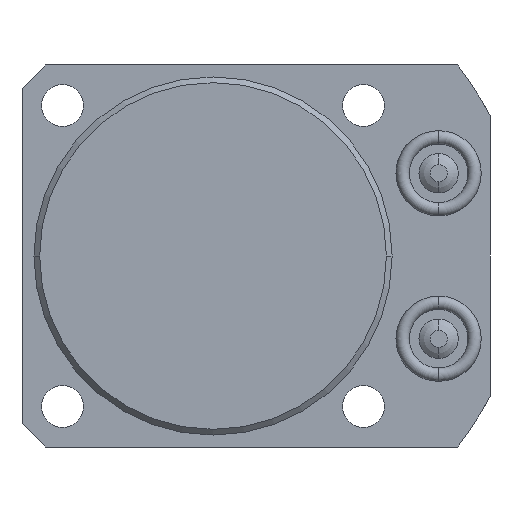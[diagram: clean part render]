
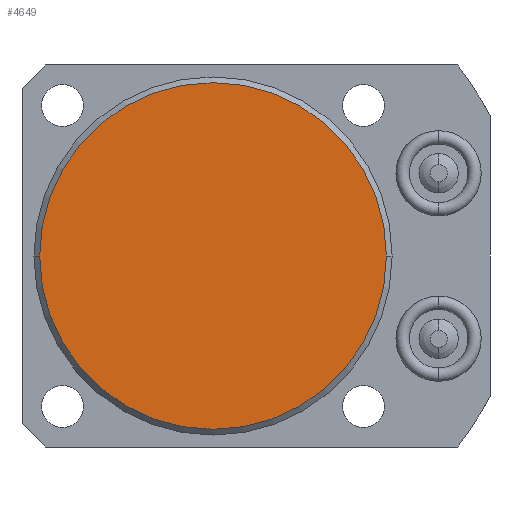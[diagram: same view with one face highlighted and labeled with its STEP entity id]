
A CAD part, front view. The second image highlights one B-rep face of the part: STEP entity #4649.
In plain terms, the highlighted planar face has unit normal (0, -1, 0).
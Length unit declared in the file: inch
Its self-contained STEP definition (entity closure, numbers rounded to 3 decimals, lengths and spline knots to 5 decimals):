
#216=CARTESIAN_POINT('',(0.,-1.875,0.));
#217=DIRECTION('',(0.,-1.,0.));
#218=DIRECTION('',(1.,0.,0.));
#219=AXIS2_PLACEMENT_3D('',#216,#217,#218);
#226=CARTESIAN_POINT('',(0.,-1.875,0.));
#227=DIRECTION('',(0.,-1.,0.));
#228=DIRECTION('',(-1.,0.,0.));
#229=AXIS2_PLACEMENT_3D('',#226,#227,#228);
#3784=CARTESIAN_POINT('',(0.9075,-1.875,0.));
#3785=CARTESIAN_POINT('',(-0.9075,-1.875,0.));
#3786=VERTEX_POINT('',#3784);
#3787=VERTEX_POINT('',#3785);
#4639=CARTESIAN_POINT('',(0.,-1.875,0.));
#4640=DIRECTION('',(0.,1.,0.));
#4641=DIRECTION('',(1.,0.,0.));
#4642=AXIS2_PLACEMENT_3D('',#4639,#4640,#4641);
#4643=PLANE('',#4642);
#4645=ORIENTED_EDGE('',*,*,#4644,.F.);
#4646=ORIENTED_EDGE('',*,*,#4629,.F.);
#4647=EDGE_LOOP('',(#4645,#4646));
#4648=FACE_OUTER_BOUND('',#4647,.F.);
#4649=ADVANCED_FACE('',(#4648),#4643,.F.);
#220=CIRCLE('',#219,0.9075);
#230=CIRCLE('',#229,0.9075);
#4629=EDGE_CURVE('',#3786,#3787,#220,.T.);
#4644=EDGE_CURVE('',#3787,#3786,#230,.T.);
